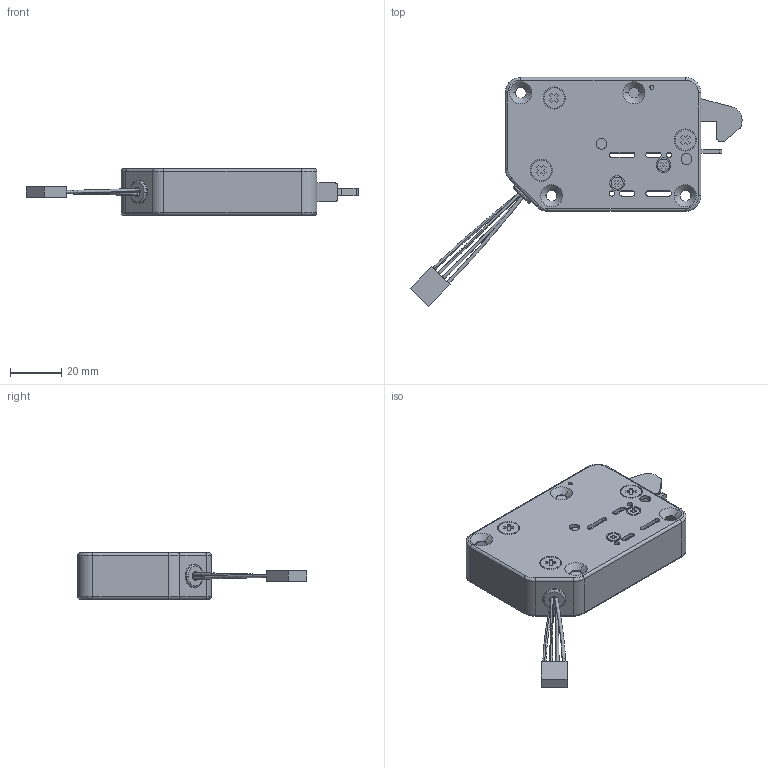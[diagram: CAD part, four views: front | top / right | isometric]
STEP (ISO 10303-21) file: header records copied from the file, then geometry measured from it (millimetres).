
FILE_DESCRIPTION (( 'STEP AP214' ), '1' );
FILE_NAME ('TL_400.STEP', '2015-02-23T00:18:04', ( '' ), ( '' ), 'SwSTEP 2.0', 'SolidWorks 2015', '' );
FILE_SCHEMA (( 'AUTOMOTIVE_DESIGN' ));
Length unit declared in the file: millimetre
Products named in the file (5): plate; latch; connecter; body; TL_400
Assembly tree (4 placements, depth 2):
  TL_400
    body
    connecter
    latch
    plate
Bounding box: 129.02 x 89.02 x 18 mm (x, y, z)
Volume: 21235.3 mm3; surface area: 27707 mm2
Topology: 4 solids, 4 shells, 356 faces, 924 edges, 602 vertices
Faces by surface type: plane 170, cylinder 151, cone 16, torus 11, bspline 8
Entity records: 11845 total; most frequent: CARTESIAN_POINT 2557, DIRECTION 1969, ORIENTED_EDGE 1848, EDGE_CURVE 924, AXIS2_PLACEMENT_3D 706, VERTEX_POINT 602, VECTOR 557, LINE 557
